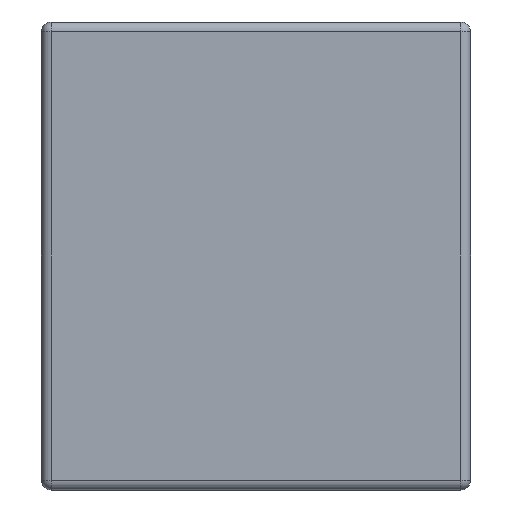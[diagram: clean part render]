
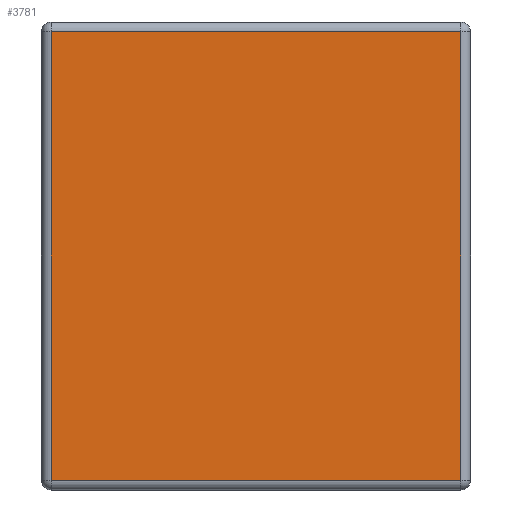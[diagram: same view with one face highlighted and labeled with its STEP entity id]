
A CAD part, left-side view. The second image highlights one B-rep face of the part: STEP entity #3781.
In plain terms, the highlighted planar face has unit normal (-1, 0, 0).
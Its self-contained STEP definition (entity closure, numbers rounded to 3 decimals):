
#630 = CARTESIAN_POINT ( 'NONE',  ( 0., 0., 0. ) ) ;
#705 = VERTEX_POINT ( 'NONE', #1936 ) ;
#812 = DIRECTION ( 'NONE',  ( 0., 0., -1. ) ) ;
#850 = EDGE_CURVE ( 'NONE', #3082, #705, #2634, .T. ) ;
#964 = ORIENTED_EDGE ( 'NONE', *, *, #2689, .T. ) ;
#1087 = CARTESIAN_POINT ( 'NONE',  ( 0., 1.65, -0.037 ) ) ;
#1139 = EDGE_CURVE ( 'NONE', #1227, #2660, #1250, .T. ) ;
#1227 = VERTEX_POINT ( 'NONE', #4292 ) ;
#1250 = LINE ( 'NONE', #3447, #1312 ) ;
#1312 = VECTOR ( 'NONE', #3083, 1000. ) ;
#1640 = FACE_OUTER_BOUND ( 'NONE', #4505, .T. ) ;
#1873 = VECTOR ( 'NONE', #812, 1000. ) ;
#1936 = CARTESIAN_POINT ( 'NONE',  ( 0., 1.613, -1.763 ) ) ;
#2397 = LINE ( 'NONE', #4582, #2965 ) ;
#2519 = LINE ( 'NONE', #1087, #4021 ) ;
#2634 = LINE ( 'NONE', #4070, #1873 ) ;
#2660 = VERTEX_POINT ( 'NONE', #3533 ) ;
#2689 = EDGE_CURVE ( 'NONE', #2660, #3082, #2519, .T. ) ;
#2718 = AXIS2_PLACEMENT_3D ( 'NONE', #630, #3542, #4294 ) ;
#2762 = ORIENTED_EDGE ( 'NONE', *, *, #850, .T. ) ;
#2965 = VECTOR ( 'NONE', #3836, 1000. ) ;
#3082 = VERTEX_POINT ( 'NONE', #3619 ) ;
#3083 = DIRECTION ( 'NONE',  ( 0., 0., 1. ) ) ;
#3447 = CARTESIAN_POINT ( 'NONE',  ( 0., 0.037, 0. ) ) ;
#3533 = CARTESIAN_POINT ( 'NONE',  ( 0., 0.037, -0.037 ) ) ;
#3542 = DIRECTION ( 'NONE',  ( -1., 0., 0. ) ) ;
#3619 = CARTESIAN_POINT ( 'NONE',  ( 0., 1.613, -0.037 ) ) ;
#3659 = EDGE_CURVE ( 'NONE', #705, #1227, #2397, .T. ) ;
#3781 = ADVANCED_FACE ( 'NONE', ( #1640 ), #4590, .T. ) ;
#3834 = ORIENTED_EDGE ( 'NONE', *, *, #3659, .T. ) ;
#3836 = DIRECTION ( 'NONE',  ( 0., -1., 0. ) ) ;
#3983 = DIRECTION ( 'NONE',  ( 0., 1., 0. ) ) ;
#4021 = VECTOR ( 'NONE', #3983, 1000. ) ;
#4070 = CARTESIAN_POINT ( 'NONE',  ( 0., 1.613, -1.8 ) ) ;
#4292 = CARTESIAN_POINT ( 'NONE',  ( 0., 0.037, -1.763 ) ) ;
#4294 = DIRECTION ( 'NONE',  ( 0., 0., 1. ) ) ;
#4423 = ORIENTED_EDGE ( 'NONE', *, *, #1139, .T. ) ;
#4505 = EDGE_LOOP ( 'NONE', ( #3834, #4423, #964, #2762 ) ) ;
#4582 = CARTESIAN_POINT ( 'NONE',  ( 0., 0., -1.763 ) ) ;
#4590 = PLANE ( 'NONE',  #2718 ) ;
